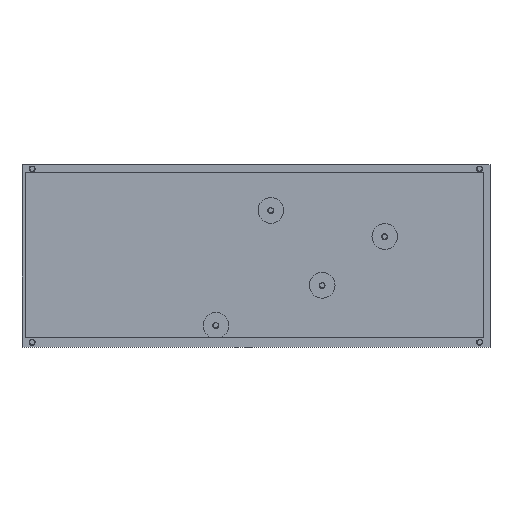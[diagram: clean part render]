
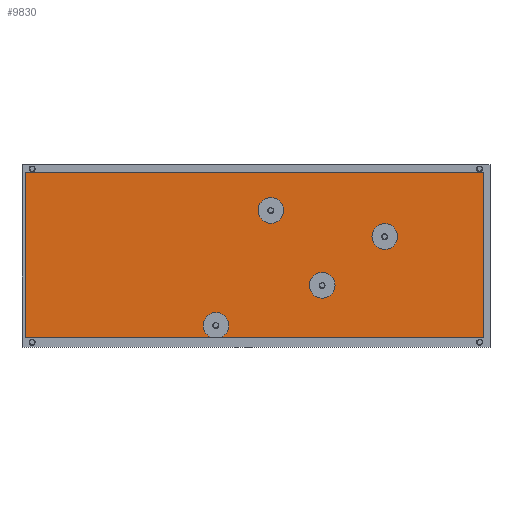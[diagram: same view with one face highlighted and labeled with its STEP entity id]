
A CAD part, top view. The second image highlights one B-rep face of the part: STEP entity #9830.
In plain terms, the highlighted planar face has unit normal (0, 0, 1).
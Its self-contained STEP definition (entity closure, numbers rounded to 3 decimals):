
#32=FACE_BOUND('',#1168,.T.);
#33=FACE_BOUND('',#1169,.T.);
#34=FACE_BOUND('',#1170,.T.);
#89=PLANE('',#10378);
#627=FACE_OUTER_BOUND('',#1167,.T.);
#1167=EDGE_LOOP('',(#8844,#8845,#8846,#8847,#8848,#8849));
#1168=EDGE_LOOP('',(#8850));
#1169=EDGE_LOOP('',(#8851));
#1170=EDGE_LOOP('',(#8852));
#1206=CIRCLE('',#10366,6.25);
#1208=CIRCLE('',#10370,6.25);
#1210=CIRCLE('',#10374,6.25);
#1211=CIRCLE('',#10379,6.25);
#2575=LINE('',#33887,#3134);
#2579=LINE('',#33894,#3138);
#2580=LINE('',#33897,#3139);
#2691=LINE('',#42318,#3250);
#2698=LINE('',#42349,#3257);
#3134=VECTOR('',#11766,10.);
#3138=VECTOR('',#11770,10.);
#3139=VECTOR('',#11773,10.);
#3250=VECTOR('',#11988,10.);
#3257=VECTOR('',#12029,10.);
#4187=VERTEX_POINT('',#33880);
#4189=VERTEX_POINT('',#33884);
#4190=VERTEX_POINT('',#33886);
#4193=VERTEX_POINT('',#33892);
#4194=VERTEX_POINT('',#33896);
#4268=VERTEX_POINT('',#42316);
#4270=VERTEX_POINT('',#42325);
#4272=VERTEX_POINT('',#42332);
#4274=VERTEX_POINT('',#42339);
#5631=EDGE_CURVE('',#4190,#4189,#2575,.T.);
#5635=EDGE_CURVE('',#4187,#4193,#2579,.T.);
#5636=EDGE_CURVE('',#4194,#4190,#2580,.T.);
#5787=EDGE_CURVE('',#4193,#4268,#2691,.T.);
#5791=EDGE_CURVE('',#4270,#4270,#1206,.T.);
#5794=EDGE_CURVE('',#4272,#4272,#1208,.T.);
#5797=EDGE_CURVE('',#4274,#4274,#1210,.T.);
#5801=EDGE_CURVE('',#4268,#4194,#2698,.T.);
#5802=EDGE_CURVE('',#4187,#4189,#1211,.T.);
#8844=ORIENTED_EDGE('',*,*,#5635,.T.);
#8845=ORIENTED_EDGE('',*,*,#5787,.T.);
#8846=ORIENTED_EDGE('',*,*,#5801,.T.);
#8847=ORIENTED_EDGE('',*,*,#5636,.T.);
#8848=ORIENTED_EDGE('',*,*,#5631,.T.);
#8849=ORIENTED_EDGE('',*,*,#5802,.F.);
#8850=ORIENTED_EDGE('',*,*,#5797,.F.);
#8851=ORIENTED_EDGE('',*,*,#5794,.F.);
#8852=ORIENTED_EDGE('',*,*,#5791,.F.);
#9830=ADVANCED_FACE('',(#627,#32,#33,#34),#89,.T.);
#10366=AXIS2_PLACEMENT_3D('',#42327,#12000,#12001);
#10370=AXIS2_PLACEMENT_3D('',#42334,#12009,#12010);
#10374=AXIS2_PLACEMENT_3D('',#42341,#12018,#12019);
#10378=AXIS2_PLACEMENT_3D('',#42350,#12030,#12031);
#10379=AXIS2_PLACEMENT_3D('',#42351,#12032,#12033);
#11766=DIRECTION('',(1.,0.,0.));
#11770=DIRECTION('',(1.,0.,0.));
#11773=DIRECTION('',(0.,-1.,0.));
#11988=DIRECTION('',(0.,1.,0.));
#12000=DIRECTION('center_axis',(0.,0.,1.));
#12001=DIRECTION('ref_axis',(-1.,0.,0.));
#12009=DIRECTION('center_axis',(0.,0.,1.));
#12010=DIRECTION('ref_axis',(-1.,0.,0.));
#12018=DIRECTION('center_axis',(0.,0.,1.));
#12019=DIRECTION('ref_axis',(-1.,0.,0.));
#12029=DIRECTION('',(-1.,0.,0.));
#12030=DIRECTION('center_axis',(0.,0.,1.));
#12031=DIRECTION('ref_axis',(1.,0.,0.));
#12032=DIRECTION('center_axis',(0.,0.,1.));
#12033=DIRECTION('ref_axis',(-1.,0.,0.));
#33880=CARTESIAN_POINT('',(56.525,-79.04,2.));
#33884=CARTESIAN_POINT('',(51.576,-79.04,2.));
#33886=CARTESIAN_POINT('',(-38.95,-79.04,2.));
#33887=CARTESIAN_POINT('',(129.175,-79.04,2.));
#33892=CARTESIAN_POINT('',(184.55,-79.04,2.));
#33894=CARTESIAN_POINT('',(129.175,-79.04,2.));
#33896=CARTESIAN_POINT('',(-38.95,0.96,2.));
#33897=CARTESIAN_POINT('',(-38.95,-59.54,2.));
#42316=CARTESIAN_POINT('',(184.55,0.96,2.));
#42318=CARTESIAN_POINT('',(184.55,-18.54,2.));
#42325=CARTESIAN_POINT('',(142.552,-30.05,2.));
#42327=CARTESIAN_POINT('Origin',(136.302,-30.05,2.));
#42332=CARTESIAN_POINT('',(112.051,-53.801,2.));
#42334=CARTESIAN_POINT('Origin',(105.801,-53.801,2.));
#42339=CARTESIAN_POINT('',(87.051,-17.3,2.));
#42341=CARTESIAN_POINT('Origin',(80.801,-17.3,2.));
#42349=CARTESIAN_POINT('',(16.425,0.96,2.));
#42350=CARTESIAN_POINT('Origin',(72.8,-39.04,2.));
#42351=CARTESIAN_POINT('Origin',(54.051,-73.301,2.));
